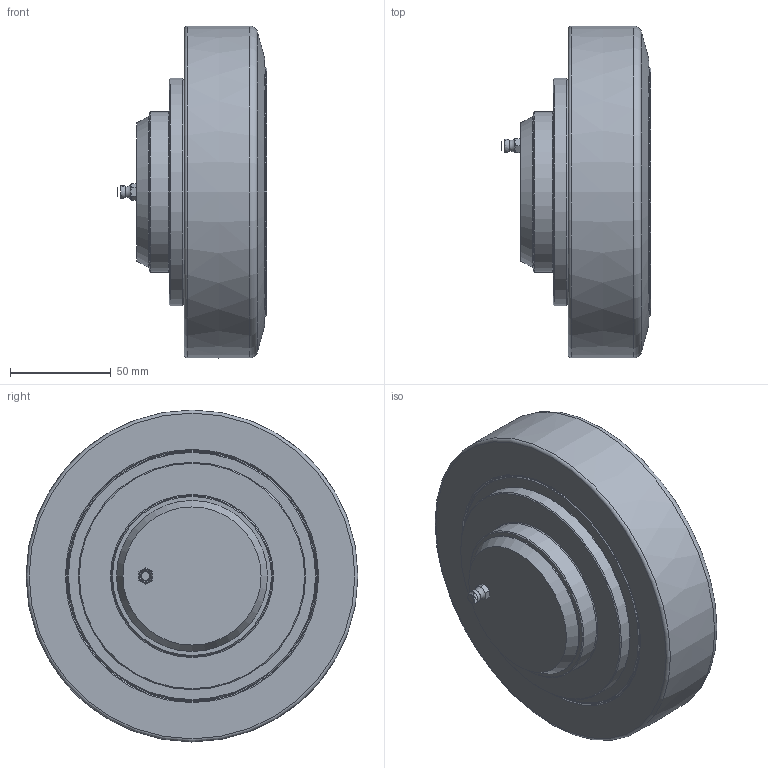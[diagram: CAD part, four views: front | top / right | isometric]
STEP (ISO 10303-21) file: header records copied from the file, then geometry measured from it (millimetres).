
FILE_DESCRIPTION(/* description */ ('-'),/* implementation_level */ '2;1');
FILE_NAME(/* name */ 'ALFATEC_MR165-0410.stp',/* time_stamp */ '2021-02-10T08:35:30+01:00',/* author */ ('kstaebler'),/* organization */ (''),/* preprocessor_version */ 'ST-DEVELOPER v18.1',/* originating_system */ 'Autodesk Inventor 2020',/* authorisation */ '');
FILE_SCHEMA (('AUTOMOTIVE_DESIGN { 1 0 10303 214 3 1 1 }'));
Length unit declared in the file: millimetre
Products named in the file (1): MR 165.0410_Kontur
Bounding box: 74.3 x 164.99 x 165 mm (x, y, z)
Volume: 992836.3 mm3; surface area: 81036.8 mm2
Topology: 1 solids, 1 shells, 117 faces, 307 edges, 213 vertices
Faces by surface type: plane 66, cone 28, cylinder 15, torus 6, bspline 1, sphere 1
Full cylindrical faces by diameter (mm): 12 x6, 75 x1, 80 x1, 110.8 x2, 113 x1, 123.8 x2, 124.8 x2
Entity records: 3879 total; most frequent: CARTESIAN_POINT 710, DIRECTION 651, ORIENTED_EDGE 610, EDGE_CURVE 305, AXIS2_PLACEMENT_3D 253, VERTEX_POINT 213, LINE 145, VECTOR 145
